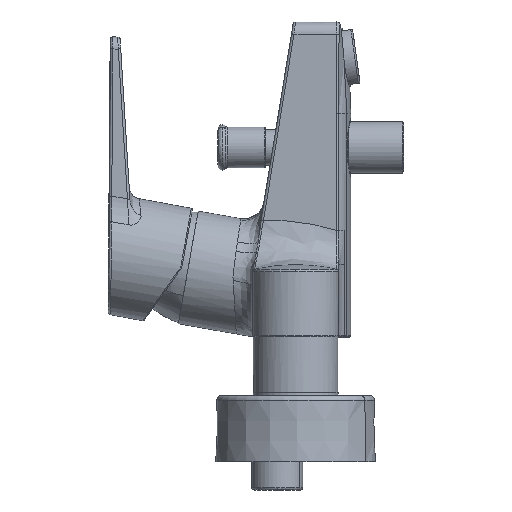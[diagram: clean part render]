
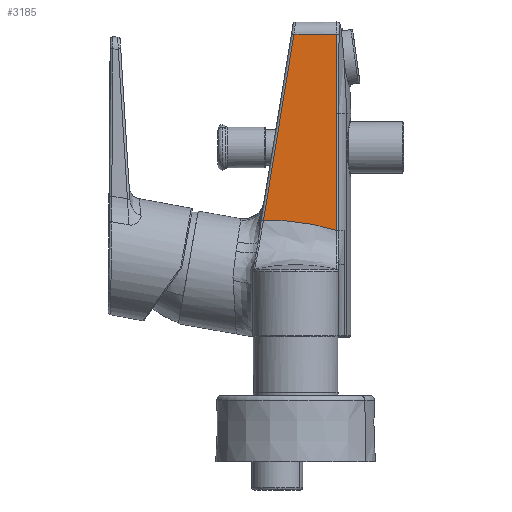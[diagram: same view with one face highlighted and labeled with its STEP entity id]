
A CAD part, left-side view. The second image highlights one B-rep face of the part: STEP entity #3185.
In plain terms, the highlighted planar face has unit normal (-1, 0, 0).
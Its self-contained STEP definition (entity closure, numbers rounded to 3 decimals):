
#325 = EDGE_CURVE ( 'NONE', #15644, #16762, #16284, .T. ) ;
#900 = EDGE_CURVE ( 'NONE', #7071, #12153, #1351, .T. ) ;
#1351 = LINE ( 'NONE', #15194, #5209 ) ;
#2212 = FACE_OUTER_BOUND ( 'NONE', #3676, .T. ) ;
#2259 = CARTESIAN_POINT ( 'NONE',  ( -19., -1.675, 26.06 ) ) ;
#2260 = CARTESIAN_POINT ( 'NONE',  ( -19., -16.717, 22.765 ) ) ;
#2755 = CARTESIAN_POINT ( 'NONE',  ( -19., -16.717, 48.151 ) ) ;
#3185 = ADVANCED_FACE ( 'NONE', ( #2212 ), #8955, .F. ) ;
#3487 = CARTESIAN_POINT ( 'NONE',  ( -19., 13.071, 26.864 ) ) ;
#3591 = CARTESIAN_POINT ( 'NONE',  ( -19., -16.766, 96.075 ) ) ;
#3676 = EDGE_LOOP ( 'NONE', ( #10757, #12719, #4367, #22547, #7547 ) ) ;
#4282 = VERTEX_POINT ( 'NONE', #18339 ) ;
#4367 = ORIENTED_EDGE ( 'NONE', *, *, #325, .T. ) ;
#5209 = VECTOR ( 'NONE', #15359, 1000. ) ;
#5292 = B_SPLINE_CURVE_WITH_KNOTS ( 'NONE', 5,
 ( #24479, #3591, #20986, #9811, #6064, #23055 ),
 .UNSPECIFIED., .F., .F.,
 ( 6, 6 ),
 ( 0., 1. ),
 .UNSPECIFIED. ) ;
#5331 = LINE ( 'NONE', #18372, #22310 ) ;
#6012 = EDGE_CURVE ( 'NONE', #12153, #4282, #5292, .T. ) ;
#6064 = CARTESIAN_POINT ( 'NONE',  ( -19., -16.752, 76.793 ) ) ;
#6452 = AXIS2_PLACEMENT_3D ( 'NONE', #7059, #6974, #16577 ) ;
#6582 = CARTESIAN_POINT ( 'NONE',  ( -19., -16.716, 64.018 ) ) ;
#6936 = DIRECTION ( 'NONE',  ( 0., -0.162, 0.987 ) ) ;
#6974 = DIRECTION ( 'NONE',  ( 1., 0., 0. ) ) ;
#7059 = CARTESIAN_POINT ( 'NONE',  ( -19., 0., 0. ) ) ;
#7071 = VERTEX_POINT ( 'NONE', #10348 ) ;
#7547 = ORIENTED_EDGE ( 'NONE', *, *, #6012, .F. ) ;
#8737 = CARTESIAN_POINT ( 'NONE',  ( -19., 0.193, 26.294 ) ) ;
#8955 = PLANE ( 'NONE',  #6452 ) ;
#9811 = CARTESIAN_POINT ( 'NONE',  ( -19., -16.776, 83.221 ) ) ;
#10348 = CARTESIAN_POINT ( 'NONE',  ( -19., 0.674, 102.5 ) ) ;
#10757 = ORIENTED_EDGE ( 'NONE', *, *, #900, .F. ) ;
#11277 = EDGE_CURVE ( 'NONE', #16762, #4282, #20691, .T. ) ;
#11390 = CARTESIAN_POINT ( 'NONE',  ( -19., 10.542, 26.923 ) ) ;
#12153 = VERTEX_POINT ( 'NONE', #15616 ) ;
#12719 = ORIENTED_EDGE ( 'NONE', *, *, #17178, .F. ) ;
#13007 = CARTESIAN_POINT ( 'NONE',  ( -19., 2.378, 26.527 ) ) ;
#13212 = CARTESIAN_POINT ( 'NONE',  ( -19., -16.717, 22.765 ) ) ;
#13631 = CARTESIAN_POINT ( 'NONE',  ( -19., -16.717, 22.765 ) ) ;
#14273 = CARTESIAN_POINT ( 'NONE',  ( -19., 6.762, 26.862 ) ) ;
#15194 = CARTESIAN_POINT ( 'NONE',  ( -19., 0., 102.5 ) ) ;
#15359 = DIRECTION ( 'NONE',  ( 0., -1., 0. ) ) ;
#15616 = CARTESIAN_POINT ( 'NONE',  ( -19., -16.706, 102.5 ) ) ;
#15644 = VERTEX_POINT ( 'NONE', #18162 ) ;
#15991 = CARTESIAN_POINT ( 'NONE',  ( -19., -1.366, 26.101 ) ) ;
#16284 = B_SPLINE_CURVE_WITH_KNOTS ( 'NONE', 3,
 ( #3487, #11390, #14273, #13007, #8737, #21066, #15991, #2259, #23403, #21033, #13212 ),
 .UNSPECIFIED., .F., .F.,
 ( 4, 1, 1, 1, 2, 2, 4 ),
 ( 0., 0.25, 0.375, 0.438, 0.469, 0.5, 1. ),
 .UNSPECIFIED. ) ;
#16577 = DIRECTION ( 'NONE',  ( 0., 1., 0. ) ) ;
#16762 = VERTEX_POINT ( 'NONE', #13631 ) ;
#17178 = EDGE_CURVE ( 'NONE', #15644, #7071, #5331, .T. ) ;
#18162 = CARTESIAN_POINT ( 'NONE',  ( -19., 13.071, 26.864 ) ) ;
#18339 = CARTESIAN_POINT ( 'NONE',  ( -19., -16.713, 70.365 ) ) ;
#18372 = CARTESIAN_POINT ( 'NONE',  ( -19., 13.071, 26.864 ) ) ;
#19934 = CARTESIAN_POINT ( 'NONE',  ( -19., -16.713, 70.365 ) ) ;
#20691 = B_SPLINE_CURVE_WITH_KNOTS ( 'NONE', 3,
 ( #2260, #2755, #6582, #19934 ),
 .UNSPECIFIED., .F., .F.,
 ( 4, 4 ),
 ( 0., 1. ),
 .UNSPECIFIED. ) ;
#20986 = CARTESIAN_POINT ( 'NONE',  ( -19., -16.783, 89.648 ) ) ;
#21033 = CARTESIAN_POINT ( 'NONE',  ( -19., -11.912, 24.246 ) ) ;
#21066 = CARTESIAN_POINT ( 'NONE',  ( -19., -0.743, 26.18 ) ) ;
#22310 = VECTOR ( 'NONE', #6936, 1000. ) ;
#22547 = ORIENTED_EDGE ( 'NONE', *, *, #11277, .T. ) ;
#23055 = CARTESIAN_POINT ( 'NONE',  ( -19., -16.713, 70.365 ) ) ;
#23403 = CARTESIAN_POINT ( 'NONE',  ( -19., -7.003, 25.33 ) ) ;
#24479 = CARTESIAN_POINT ( 'NONE',  ( -19., -16.706, 102.5 ) ) ;
